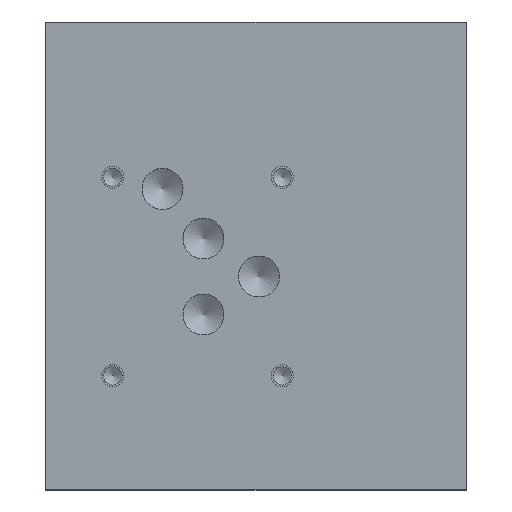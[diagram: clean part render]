
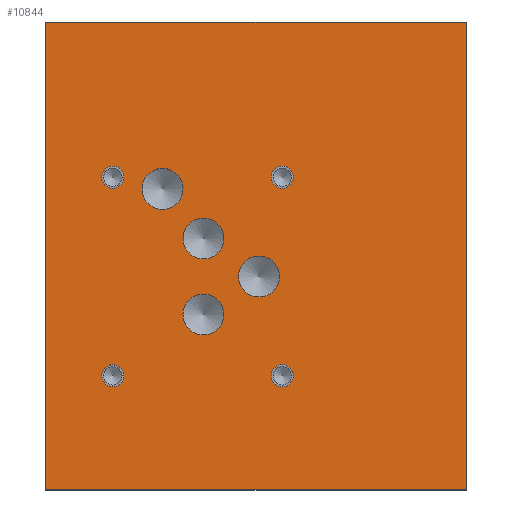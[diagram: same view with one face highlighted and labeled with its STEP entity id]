
A CAD part, top view. The second image highlights one B-rep face of the part: STEP entity #10844.
In plain terms, the highlighted planar face has unit normal (0, 0, 1).
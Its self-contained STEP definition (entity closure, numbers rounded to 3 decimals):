
#243=CIRCLE('',#11393,5.556);
#244=CIRCLE('',#11394,5.556);
#247=CIRCLE('',#11399,5.556);
#248=CIRCLE('',#11400,5.556);
#251=CIRCLE('',#11405,5.563);
#252=CIRCLE('',#11406,5.563);
#255=CIRCLE('',#11411,5.563);
#256=CIRCLE('',#11412,5.563);
#262=CIRCLE('',#11421,2.997);
#263=CIRCLE('',#11422,2.997);
#269=CIRCLE('',#11432,2.997);
#270=CIRCLE('',#11433,2.997);
#276=CIRCLE('',#11443,2.997);
#277=CIRCLE('',#11444,2.997);
#283=CIRCLE('',#11454,2.997);
#284=CIRCLE('',#11455,2.997);
#359=FACE_BOUND('',#1876,.T.);
#360=FACE_BOUND('',#1877,.T.);
#361=FACE_BOUND('',#1878,.T.);
#362=FACE_BOUND('',#1879,.T.);
#363=FACE_BOUND('',#1880,.T.);
#364=FACE_BOUND('',#1881,.T.);
#365=FACE_BOUND('',#1882,.T.);
#366=FACE_BOUND('',#1883,.T.);
#697=PLANE('',#11461);
#1249=FACE_OUTER_BOUND('',#1875,.T.);
#1875=EDGE_LOOP('',(#9697,#9698,#9699,#9700));
#1876=EDGE_LOOP('',(#9701,#9702));
#1877=EDGE_LOOP('',(#9703,#9704));
#1878=EDGE_LOOP('',(#9705,#9706));
#1879=EDGE_LOOP('',(#9707,#9708));
#1880=EDGE_LOOP('',(#9709,#9710));
#1881=EDGE_LOOP('',(#9711,#9712));
#1882=EDGE_LOOP('',(#9713,#9714));
#1883=EDGE_LOOP('',(#9715,#9716));
#1919=LINE('',#13901,#2940);
#1979=LINE('',#14176,#3000);
#2370=LINE('',#16736,#3391);
#2905=LINE('',#18595,#3926);
#2940=VECTOR('',#11519,10.);
#3000=VECTOR('',#11633,10.);
#3391=VECTOR('',#12258,10.);
#3926=VECTOR('',#13683,10.);
#4243=VERTEX_POINT('',#13898);
#4244=VERTEX_POINT('',#13900);
#4303=VERTEX_POINT('',#14173);
#4304=VERTEX_POINT('',#14175);
#5187=VERTEX_POINT('',#18460);
#5188=VERTEX_POINT('',#18461);
#5192=VERTEX_POINT('',#18473);
#5193=VERTEX_POINT('',#18474);
#5197=VERTEX_POINT('',#18486);
#5198=VERTEX_POINT('',#18487);
#5202=VERTEX_POINT('',#18499);
#5203=VERTEX_POINT('',#18500);
#5210=VERTEX_POINT('',#18519);
#5211=VERTEX_POINT('',#18520);
#5218=VERTEX_POINT('',#18541);
#5219=VERTEX_POINT('',#18542);
#5226=VERTEX_POINT('',#18563);
#5227=VERTEX_POINT('',#18564);
#5234=VERTEX_POINT('',#18585);
#5235=VERTEX_POINT('',#18586);
#5286=EDGE_CURVE('',#4244,#4243,#1919,.T.);
#5370=EDGE_CURVE('',#4304,#4303,#1979,.T.);
#5975=EDGE_CURVE('',#4303,#4244,#2370,.T.);
#6668=EDGE_CURVE('',#5187,#5188,#243,.T.);
#6669=EDGE_CURVE('',#5188,#5187,#244,.T.);
#6674=EDGE_CURVE('',#5192,#5193,#247,.T.);
#6675=EDGE_CURVE('',#5193,#5192,#248,.T.);
#6680=EDGE_CURVE('',#5197,#5198,#251,.T.);
#6681=EDGE_CURVE('',#5198,#5197,#252,.T.);
#6686=EDGE_CURVE('',#5202,#5203,#255,.T.);
#6687=EDGE_CURVE('',#5203,#5202,#256,.T.);
#6695=EDGE_CURVE('',#5210,#5211,#262,.T.);
#6696=EDGE_CURVE('',#5211,#5210,#263,.T.);
#6705=EDGE_CURVE('',#5218,#5219,#269,.T.);
#6706=EDGE_CURVE('',#5219,#5218,#270,.T.);
#6715=EDGE_CURVE('',#5226,#5227,#276,.T.);
#6716=EDGE_CURVE('',#5227,#5226,#277,.T.);
#6725=EDGE_CURVE('',#5234,#5235,#283,.T.);
#6726=EDGE_CURVE('',#5235,#5234,#284,.T.);
#6730=EDGE_CURVE('',#4243,#4304,#2905,.T.);
#9697=ORIENTED_EDGE('',*,*,#5975,.T.);
#9698=ORIENTED_EDGE('',*,*,#5286,.T.);
#9699=ORIENTED_EDGE('',*,*,#6730,.T.);
#9700=ORIENTED_EDGE('',*,*,#5370,.T.);
#9701=ORIENTED_EDGE('',*,*,#6668,.T.);
#9702=ORIENTED_EDGE('',*,*,#6669,.T.);
#9703=ORIENTED_EDGE('',*,*,#6674,.T.);
#9704=ORIENTED_EDGE('',*,*,#6675,.T.);
#9705=ORIENTED_EDGE('',*,*,#6680,.T.);
#9706=ORIENTED_EDGE('',*,*,#6681,.T.);
#9707=ORIENTED_EDGE('',*,*,#6686,.T.);
#9708=ORIENTED_EDGE('',*,*,#6687,.T.);
#9709=ORIENTED_EDGE('',*,*,#6695,.T.);
#9710=ORIENTED_EDGE('',*,*,#6696,.T.);
#9711=ORIENTED_EDGE('',*,*,#6705,.T.);
#9712=ORIENTED_EDGE('',*,*,#6706,.T.);
#9713=ORIENTED_EDGE('',*,*,#6715,.T.);
#9714=ORIENTED_EDGE('',*,*,#6716,.T.);
#9715=ORIENTED_EDGE('',*,*,#6725,.T.);
#9716=ORIENTED_EDGE('',*,*,#6726,.T.);
#10844=ADVANCED_FACE('',(#1249,#359,#360,#361,#362,#363,#364,#365,#366),
#697,.T.);
#11393=AXIS2_PLACEMENT_3D('',#18462,#13531,#13532);
#11394=AXIS2_PLACEMENT_3D('',#18463,#13533,#13534);
#11399=AXIS2_PLACEMENT_3D('',#18475,#13545,#13546);
#11400=AXIS2_PLACEMENT_3D('',#18476,#13547,#13548);
#11405=AXIS2_PLACEMENT_3D('',#18488,#13559,#13560);
#11406=AXIS2_PLACEMENT_3D('',#18489,#13561,#13562);
#11411=AXIS2_PLACEMENT_3D('',#18501,#13573,#13574);
#11412=AXIS2_PLACEMENT_3D('',#18502,#13575,#13576);
#11421=AXIS2_PLACEMENT_3D('',#18521,#13595,#13596);
#11422=AXIS2_PLACEMENT_3D('',#18522,#13597,#13598);
#11432=AXIS2_PLACEMENT_3D('',#18543,#13620,#13621);
#11433=AXIS2_PLACEMENT_3D('',#18544,#13622,#13623);
#11443=AXIS2_PLACEMENT_3D('',#18565,#13645,#13646);
#11444=AXIS2_PLACEMENT_3D('',#18566,#13647,#13648);
#11454=AXIS2_PLACEMENT_3D('',#18587,#13670,#13671);
#11455=AXIS2_PLACEMENT_3D('',#18588,#13672,#13673);
#11461=AXIS2_PLACEMENT_3D('',#18598,#13688,#13689);
#11519=DIRECTION('',(0.,1.,0.));
#11633=DIRECTION('',(0.,-1.,0.));
#12258=DIRECTION('',(1.,0.,0.));
#13531=DIRECTION('center_axis',(0.,0.,-1.));
#13532=DIRECTION('ref_axis',(1.,0.,0.));
#13533=DIRECTION('center_axis',(0.,0.,-1.));
#13534=DIRECTION('ref_axis',(1.,0.,0.));
#13545=DIRECTION('center_axis',(0.,0.,-1.));
#13546=DIRECTION('ref_axis',(1.,0.,0.));
#13547=DIRECTION('center_axis',(0.,0.,-1.));
#13548=DIRECTION('ref_axis',(1.,0.,0.));
#13559=DIRECTION('center_axis',(0.,0.,-1.));
#13560=DIRECTION('ref_axis',(1.,0.,0.));
#13561=DIRECTION('center_axis',(0.,0.,-1.));
#13562=DIRECTION('ref_axis',(1.,0.,0.));
#13573=DIRECTION('center_axis',(0.,0.,-1.));
#13574=DIRECTION('ref_axis',(1.,0.,0.));
#13575=DIRECTION('center_axis',(0.,0.,-1.));
#13576=DIRECTION('ref_axis',(1.,0.,0.));
#13595=DIRECTION('center_axis',(0.,0.,-1.));
#13596=DIRECTION('ref_axis',(1.,0.,0.));
#13597=DIRECTION('center_axis',(0.,0.,-1.));
#13598=DIRECTION('ref_axis',(1.,0.,0.));
#13620=DIRECTION('center_axis',(0.,0.,-1.));
#13621=DIRECTION('ref_axis',(1.,0.,0.));
#13622=DIRECTION('center_axis',(0.,0.,-1.));
#13623=DIRECTION('ref_axis',(1.,0.,0.));
#13645=DIRECTION('center_axis',(0.,0.,-1.));
#13646=DIRECTION('ref_axis',(1.,0.,0.));
#13647=DIRECTION('center_axis',(0.,0.,-1.));
#13648=DIRECTION('ref_axis',(1.,0.,0.));
#13670=DIRECTION('center_axis',(0.,0.,-1.));
#13671=DIRECTION('ref_axis',(1.,0.,0.));
#13672=DIRECTION('center_axis',(0.,0.,-1.));
#13673=DIRECTION('ref_axis',(1.,0.,0.));
#13683=DIRECTION('',(-1.,0.,0.));
#13688=DIRECTION('center_axis',(0.,0.,1.));
#13689=DIRECTION('ref_axis',(1.,0.,0.));
#13898=CARTESIAN_POINT('',(114.3,127.,101.6));
#13900=CARTESIAN_POINT('',(114.3,0.,101.6));
#13901=CARTESIAN_POINT('',(114.3,0.,101.6));
#14173=CARTESIAN_POINT('',(0.,0.,101.6));
#14175=CARTESIAN_POINT('',(0.,127.,101.6));
#14176=CARTESIAN_POINT('',(0.,127.,101.6));
#16736=CARTESIAN_POINT('',(0.,0.,101.6));
#18460=CARTESIAN_POINT('',(48.419,68.153,101.6));
#18461=CARTESIAN_POINT('',(37.306,68.153,101.6));
#18462=CARTESIAN_POINT('Origin',(42.863,68.153,101.6));
#18463=CARTESIAN_POINT('Origin',(42.863,68.153,101.6));
#18473=CARTESIAN_POINT('',(48.424,47.518,101.6));
#18474=CARTESIAN_POINT('',(37.311,47.518,101.6));
#18475=CARTESIAN_POINT('Origin',(42.868,47.518,101.6));
#18476=CARTESIAN_POINT('Origin',(42.868,47.518,101.6));
#18486=CARTESIAN_POINT('',(63.525,57.836,101.6));
#18487=CARTESIAN_POINT('',(52.4,57.836,101.6));
#18488=CARTESIAN_POINT('Origin',(57.963,57.836,101.6));
#18489=CARTESIAN_POINT('Origin',(57.963,57.836,101.6));
#18499=CARTESIAN_POINT('',(37.313,81.661,101.6));
#18500=CARTESIAN_POINT('',(26.187,81.661,101.6));
#18501=CARTESIAN_POINT('Origin',(31.75,81.661,101.6));
#18502=CARTESIAN_POINT('Origin',(31.75,81.661,101.6));
#18519=CARTESIAN_POINT('',(67.285,30.874,101.6));
#18520=CARTESIAN_POINT('',(61.29,30.874,101.6));
#18521=CARTESIAN_POINT('Origin',(64.287,30.874,101.6));
#18522=CARTESIAN_POINT('Origin',(64.287,30.874,101.6));
#18541=CARTESIAN_POINT('',(21.234,84.836,101.6));
#18542=CARTESIAN_POINT('',(15.24,84.836,101.6));
#18543=CARTESIAN_POINT('Origin',(18.237,84.836,101.6));
#18544=CARTESIAN_POINT('Origin',(18.237,84.836,101.6));
#18563=CARTESIAN_POINT('',(67.285,84.836,101.6));
#18564=CARTESIAN_POINT('',(61.29,84.836,101.6));
#18565=CARTESIAN_POINT('Origin',(64.287,84.836,101.6));
#18566=CARTESIAN_POINT('Origin',(64.287,84.836,101.6));
#18585=CARTESIAN_POINT('',(21.234,30.861,101.6));
#18586=CARTESIAN_POINT('',(15.24,30.861,101.6));
#18587=CARTESIAN_POINT('Origin',(18.237,30.861,101.6));
#18588=CARTESIAN_POINT('Origin',(18.237,30.861,101.6));
#18595=CARTESIAN_POINT('',(114.3,127.,101.6));
#18598=CARTESIAN_POINT('Origin',(57.15,63.5,101.6));
